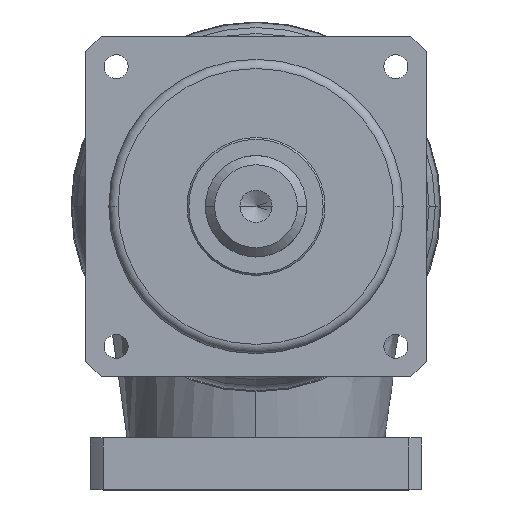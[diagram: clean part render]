
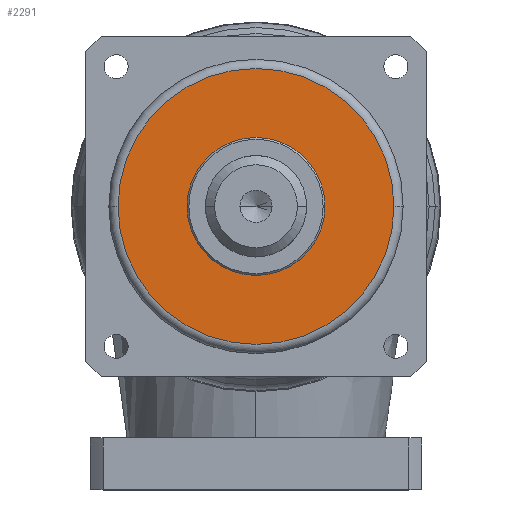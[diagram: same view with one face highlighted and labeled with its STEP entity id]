
A CAD part, top view. The second image highlights one B-rep face of the part: STEP entity #2291.
In plain terms, the highlighted planar face has unit normal (0, 0, 1).
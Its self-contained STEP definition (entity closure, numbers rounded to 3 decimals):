
#120 = CARTESIAN_POINT ( 'NONE',  ( 0., 0., 149. ) ) ;
#195 = DIRECTION ( 'NONE',  ( 0., 0., 1. ) ) ;
#240 = DIRECTION ( 'NONE',  ( 0., 0., 1. ) ) ;
#252 = CARTESIAN_POINT ( 'NONE',  ( 0., 0., 149. ) ) ;
#309 = CARTESIAN_POINT ( 'NONE',  ( 0., 0., 149. ) ) ;
#341 = FACE_BOUND ( 'NONE', #741, .T. ) ;
#363 = CARTESIAN_POINT ( 'NONE',  ( -37.5, 0., 149. ) ) ;
#574 = AXIS2_PLACEMENT_3D ( 'NONE', #735, #2918, #1046 ) ;
#581 = DIRECTION ( 'NONE',  ( 1., 0., 0. ) ) ;
#585 = VERTEX_POINT ( 'NONE', #3098 ) ;
#612 = EDGE_CURVE ( 'NONE', #873, #974, #3816, .T. ) ;
#669 = ORIENTED_EDGE ( 'NONE', *, *, #3701, .F. ) ;
#704 = DIRECTION ( 'NONE',  ( 1., 0., 0. ) ) ;
#735 = CARTESIAN_POINT ( 'NONE',  ( 0., 0., 149. ) ) ;
#741 = EDGE_LOOP ( 'NONE', ( #669, #3192 ) ) ;
#873 = VERTEX_POINT ( 'NONE', #1742 ) ;
#974 = VERTEX_POINT ( 'NONE', #3443 ) ;
#1046 = DIRECTION ( 'NONE',  ( 1., 0., 0. ) ) ;
#1081 = PLANE ( 'NONE',  #2555 ) ;
#1112 = CIRCLE ( 'NONE', #2360, 37.5 ) ;
#1195 = VERTEX_POINT ( 'NONE', #363 ) ;
#1403 = DIRECTION ( 'NONE',  ( 1., 0., 0. ) ) ;
#1683 = AXIS2_PLACEMENT_3D ( 'NONE', #309, #240, #704 ) ;
#1742 = CARTESIAN_POINT ( 'NONE',  ( -75., 0., 149. ) ) ;
#1749 = EDGE_LOOP ( 'NONE', ( #2051, #2599 ) ) ;
#1770 = AXIS2_PLACEMENT_3D ( 'NONE', #2099, #195, #2405 ) ;
#2051 = ORIENTED_EDGE ( 'NONE', *, *, #2763, .T. ) ;
#2099 = CARTESIAN_POINT ( 'NONE',  ( 0., 0., 149. ) ) ;
#2291 = ADVANCED_FACE ( 'NONE', ( #3590, #341 ), #1081, .T. ) ;
#2354 = CIRCLE ( 'NONE', #574, 37.5 ) ;
#2360 = AXIS2_PLACEMENT_3D ( 'NONE', #252, #2463, #581 ) ;
#2405 = DIRECTION ( 'NONE',  ( 1., 0., 0. ) ) ;
#2458 = EDGE_CURVE ( 'NONE', #1195, #585, #2354, .T. ) ;
#2463 = DIRECTION ( 'NONE',  ( 0., 0., 1. ) ) ;
#2555 = AXIS2_PLACEMENT_3D ( 'NONE', #120, #3282, #1403 ) ;
#2599 = ORIENTED_EDGE ( 'NONE', *, *, #612, .T. ) ;
#2763 = EDGE_CURVE ( 'NONE', #974, #873, #3980, .T. ) ;
#2918 = DIRECTION ( 'NONE',  ( 0., 0., 1. ) ) ;
#3098 = CARTESIAN_POINT ( 'NONE',  ( 37.5, 0., 149. ) ) ;
#3192 = ORIENTED_EDGE ( 'NONE', *, *, #2458, .F. ) ;
#3282 = DIRECTION ( 'NONE',  ( 0., 0., 1. ) ) ;
#3443 = CARTESIAN_POINT ( 'NONE',  ( 75., 0., 149. ) ) ;
#3590 = FACE_OUTER_BOUND ( 'NONE', #1749, .T. ) ;
#3701 = EDGE_CURVE ( 'NONE', #585, #1195, #1112, .T. ) ;
#3816 = CIRCLE ( 'NONE', #1683, 75. ) ;
#3980 = CIRCLE ( 'NONE', #1770, 75. ) ;
